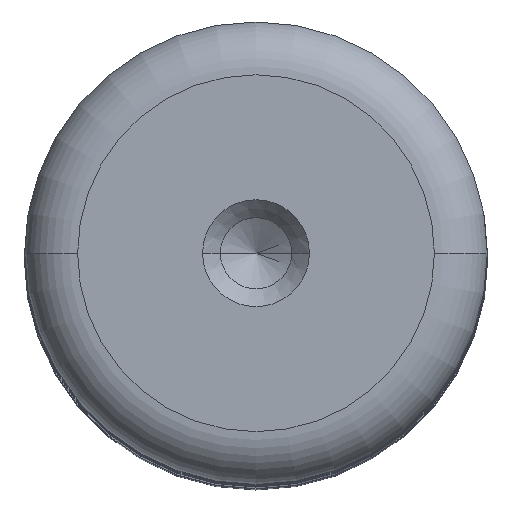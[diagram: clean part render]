
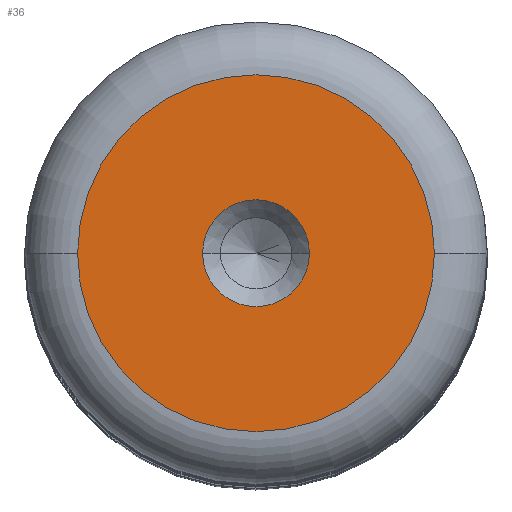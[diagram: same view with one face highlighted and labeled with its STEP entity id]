
A CAD part, top view. The second image highlights one B-rep face of the part: STEP entity #36.
In plain terms, the highlighted planar face has unit normal (0, 0, 1).
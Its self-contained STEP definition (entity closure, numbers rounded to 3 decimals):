
#8 = CARTESIAN_POINT ( 'NONE',  ( -5.011, 0., 80. ) ) ;
#23 = ORIENTED_EDGE ( 'NONE', *, *, #188, .F. ) ;
#36 = ADVANCED_FACE ( 'NONE', ( #660, #1643 ), #1930, .T. ) ;
#121 = CARTESIAN_POINT ( 'NONE',  ( 0., 0., 80. ) ) ;
#132 = CARTESIAN_POINT ( 'NONE',  ( 0., 0., 80. ) ) ;
#188 = EDGE_CURVE ( 'NONE', #688, #1621, #1788, .T. ) ;
#223 = AXIS2_PLACEMENT_3D ( 'NONE', #1647, #553, #1830 ) ;
#225 = ORIENTED_EDGE ( 'NONE', *, *, #758, .F. ) ;
#293 = DIRECTION ( 'NONE',  ( 1., 0., 0. ) ) ;
#309 = DIRECTION ( 'NONE',  ( 1., 0., 0. ) ) ;
#438 = CIRCLE ( 'NONE', #2250, 5.011 ) ;
#503 = CARTESIAN_POINT ( 'NONE',  ( 1.5, 0., 80. ) ) ;
#553 = DIRECTION ( 'NONE',  ( 0., 0., 1. ) ) ;
#660 = FACE_BOUND ( 'NONE', #2089, .T. ) ;
#688 = VERTEX_POINT ( 'NONE', #503 ) ;
#758 = EDGE_CURVE ( 'NONE', #1621, #688, #2207, .T. ) ;
#785 = AXIS2_PLACEMENT_3D ( 'NONE', #2107, #1787, #1594 ) ;
#834 = CARTESIAN_POINT ( 'NONE',  ( 5.011, 0., 80. ) ) ;
#893 = ORIENTED_EDGE ( 'NONE', *, *, #1278, .T. ) ;
#956 = CARTESIAN_POINT ( 'NONE',  ( 0., 0., 80. ) ) ;
#1029 = CIRCLE ( 'NONE', #223, 5.011 ) ;
#1134 = DIRECTION ( 'NONE',  ( 1., 0., 0. ) ) ;
#1278 = EDGE_CURVE ( 'NONE', #2337, #2009, #438, .T. ) ;
#1388 = DIRECTION ( 'NONE',  ( 0., 0., 1. ) ) ;
#1398 = DIRECTION ( 'NONE',  ( 0., 0., 1. ) ) ;
#1594 = DIRECTION ( 'NONE',  ( 1., 0., 0. ) ) ;
#1621 = VERTEX_POINT ( 'NONE', #2049 ) ;
#1643 = FACE_OUTER_BOUND ( 'NONE', #2133, .T. ) ;
#1647 = CARTESIAN_POINT ( 'NONE',  ( 0., 0., 80. ) ) ;
#1714 = EDGE_CURVE ( 'NONE', #2009, #2337, #1029, .T. ) ;
#1787 = DIRECTION ( 'NONE',  ( 0., 0., 1. ) ) ;
#1788 = CIRCLE ( 'NONE', #2129, 1.5 ) ;
#1830 = DIRECTION ( 'NONE',  ( 1., 0., 0. ) ) ;
#1930 = PLANE ( 'NONE',  #785 ) ;
#2009 = VERTEX_POINT ( 'NONE', #834 ) ;
#2049 = CARTESIAN_POINT ( 'NONE',  ( -1.5, 0., 80. ) ) ;
#2087 = AXIS2_PLACEMENT_3D ( 'NONE', #956, #2235, #1134 ) ;
#2089 = EDGE_LOOP ( 'NONE', ( #23, #225 ) ) ;
#2107 = CARTESIAN_POINT ( 'NONE',  ( 0., 0., 80. ) ) ;
#2129 = AXIS2_PLACEMENT_3D ( 'NONE', #121, #1388, #293 ) ;
#2133 = EDGE_LOOP ( 'NONE', ( #2262, #893 ) ) ;
#2207 = CIRCLE ( 'NONE', #2087, 1.5 ) ;
#2235 = DIRECTION ( 'NONE',  ( 0., 0., 1. ) ) ;
#2250 = AXIS2_PLACEMENT_3D ( 'NONE', #132, #1398, #309 ) ;
#2262 = ORIENTED_EDGE ( 'NONE', *, *, #1714, .T. ) ;
#2337 = VERTEX_POINT ( 'NONE', #8 ) ;
